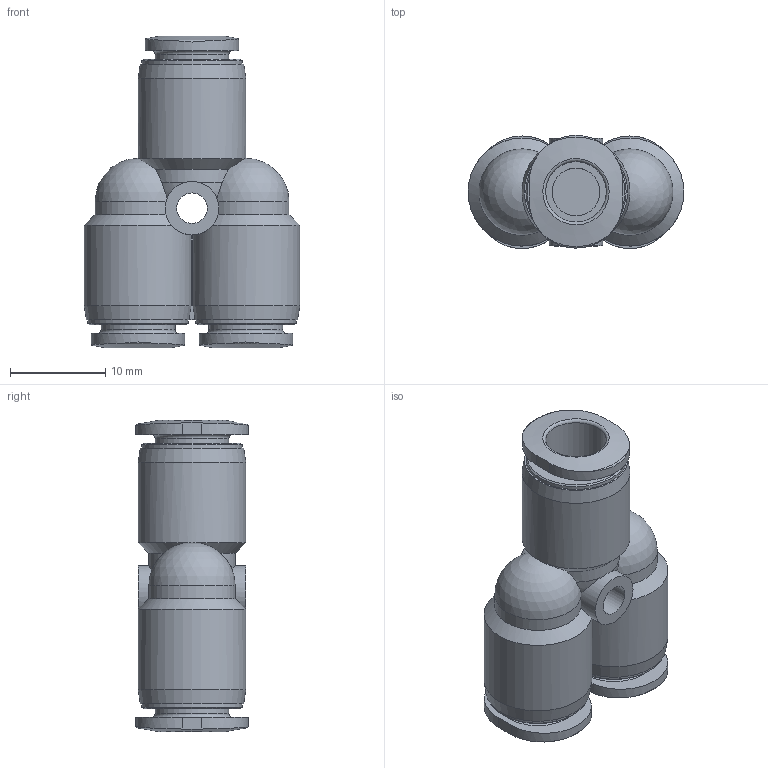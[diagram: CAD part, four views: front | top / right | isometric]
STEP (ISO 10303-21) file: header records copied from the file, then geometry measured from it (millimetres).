
FILE_DESCRIPTION(/* description */ ('STEP AP214'),/* implementation_level */ '2;1');
FILE_NAME(/* name */ '573073_QBMY-1_4T-U',/* time_stamp */ '2024-09-14T03:43:46+02:00',/* author */ ('License CC BY-ND 4.0'),/* organization */ ('CADENAS'),/* preprocessor_version */ 'ST-DEVELOPER v19.3',/* originating_system */ 'PARTsolutions',/* authorisation */ ' ');
FILE_SCHEMA (('AUTOMOTIVE_DESIGN {1 0 10303 214 3 1 1}'));
Length unit declared in the file: millimetre
Products named in the file (1): 573073 QBMY-1/4T-U
Bounding box: 22.6 x 11.8 x 32.6 mm (x, y, z)
Volume: 3278.7 mm3; surface area: 3222.7 mm2
Topology: 1 solids, 1 shells, 83 faces, 200 edges, 131 vertices
Faces by surface type: cylinder 28, plane 24, cone 13, torus 12, sphere 6
Full cylindrical faces by diameter (mm): 3.2 x1, 5 x3, 5.6 x2, 6.35 x3, 7.75 x3, 10.5 x3, 11.3 x1
Entity records: 2918 total; most frequent: CARTESIAN_POINT 580, DIRECTION 342, ORIENTED_EDGE 330, EDGE_CURVE 165, AXIS2_PLACEMENT_3D 159, EDGE_LOOP 126, FACE_BOUND 126, VERTEX_POINT 125
